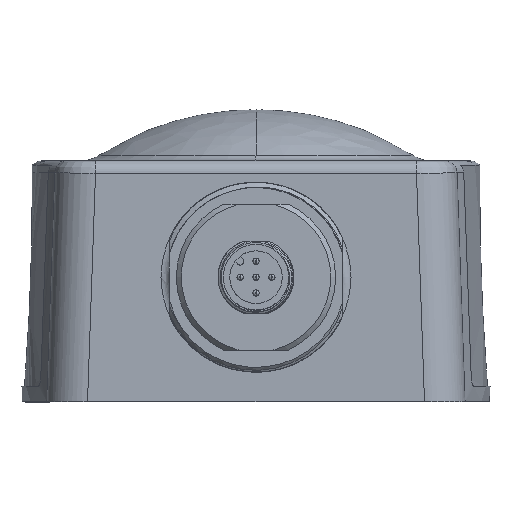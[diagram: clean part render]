
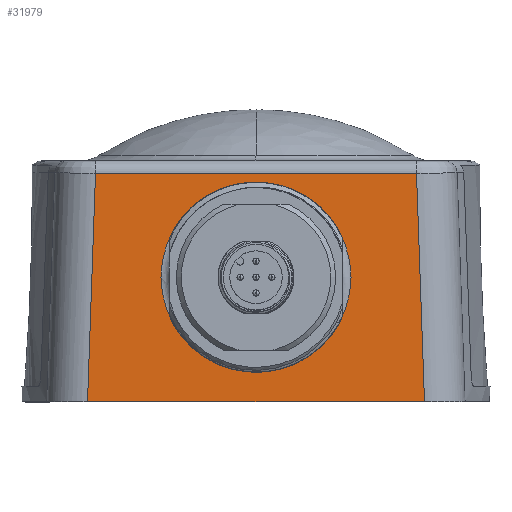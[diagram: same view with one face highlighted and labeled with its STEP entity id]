
A CAD part, front view. The second image highlights one B-rep face of the part: STEP entity #31979.
In plain terms, the highlighted face is planar.
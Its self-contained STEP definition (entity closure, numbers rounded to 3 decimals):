
#15=DIRECTION('',(-1.,0.,0.));
#16=VECTOR('',#15,53.192);
#17=CARTESIAN_POINT('',(26.596,0.,0.));
#18=LINE('',#17,#16);
#465=DIRECTION('',(-1.,0.,0.));
#466=VECTOR('',#465,50.671);
#467=CARTESIAN_POINT('',(25.335,-36.1,0.));
#468=LINE('',#467,#466);
#8003=CARTESIAN_POINT('',(0.,-19.7,0.));
#8004=DIRECTION('',(0.,0.,1.));
#8005=DIRECTION('',(0.,1.,0.));
#8006=AXIS2_PLACEMENT_3D('',#8003,#8004,#8005);
#8008=CARTESIAN_POINT('',(0.,-19.7,0.));
#8009=DIRECTION('',(0.,0.,1.));
#8010=DIRECTION('',(0.,-1.,0.));
#8011=AXIS2_PLACEMENT_3D('',#8008,#8009,#8010);
#8025=CARTESIAN_POINT('',(-26.596,0.,0.));
#8027=DIRECTION('',(0.035,-0.999,0.));
#8028=VECTOR('',#8027,36.122);
#8029=CARTESIAN_POINT('',(-26.596,0.,0.));
#8030=LINE('',#8029,#8028);
#8031=DIRECTION('',(-0.035,-0.999,0.));
#8032=VECTOR('',#8031,36.122);
#8033=CARTESIAN_POINT('',(26.596,0.,0.));
#8034=LINE('',#8033,#8032);
#8035=CARTESIAN_POINT('',(26.596,0.,0.));
#9324=CARTESIAN_POINT('',(25.335,-36.1,0.));
#9325=CARTESIAN_POINT('',(-25.335,-36.1,0.));
#9326=VERTEX_POINT('',#9324);
#9327=VERTEX_POINT('',#9325);
#9328=VERTEX_POINT('',#8035);
#9329=VERTEX_POINT('',#8025);
#9804=CARTESIAN_POINT('',(0.,-4.701,0.));
#9805=CARTESIAN_POINT('',(0.,-34.699,0.));
#9806=VERTEX_POINT('',#9804);
#9807=VERTEX_POINT('',#9805);
#31962=CARTESIAN_POINT('',(-33.,0.,0.));
#31963=DIRECTION('',(0.,0.,1.));
#31964=DIRECTION('',(1.,0.,0.));
#31965=AXIS2_PLACEMENT_3D('',#31962,#31963,#31964);
#31966=PLANE('',#31965);
#31967=ORIENTED_EDGE('',*,*,#10749,.T.);
#31969=ORIENTED_EDGE('',*,*,#31968,.F.);
#31970=ORIENTED_EDGE('',*,*,#10275,.F.);
#31972=ORIENTED_EDGE('',*,*,#31971,.T.);
#31973=EDGE_LOOP('',(#31967,#31969,#31970,#31972));
#31974=FACE_OUTER_BOUND('',#31973,.F.);
#31975=ORIENTED_EDGE('',*,*,#31955,.T.);
#31976=ORIENTED_EDGE('',*,*,#31936,.T.);
#31977=EDGE_LOOP('',(#31975,#31976));
#31978=FACE_BOUND('',#31977,.F.);
#31979=ADVANCED_FACE('',(#31974,#31978),#31966,.T.);
#8007=CIRCLE('',#8006,14.999);
#8012=CIRCLE('',#8011,14.999);
#10275=EDGE_CURVE('',#9328,#9329,#18,.T.);
#10749=EDGE_CURVE('',#9326,#9327,#468,.T.);
#31936=EDGE_CURVE('',#9807,#9806,#8012,.T.);
#31955=EDGE_CURVE('',#9806,#9807,#8007,.T.);
#31968=EDGE_CURVE('',#9329,#9327,#8030,.T.);
#31971=EDGE_CURVE('',#9328,#9326,#8034,.T.);
